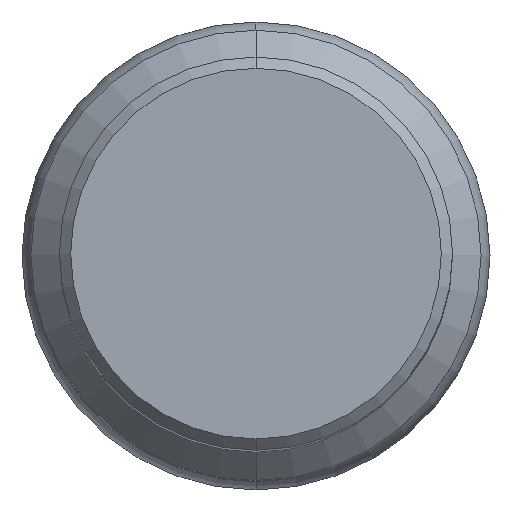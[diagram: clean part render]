
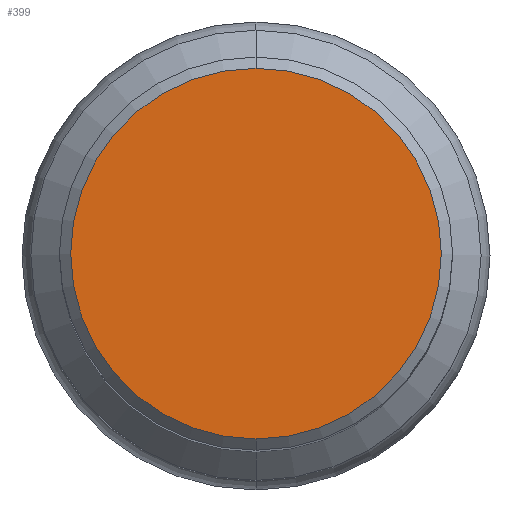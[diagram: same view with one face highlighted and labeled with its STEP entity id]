
A CAD part, top view. The second image highlights one B-rep face of the part: STEP entity #399.
In plain terms, the highlighted planar face has unit normal (0, 0, 1).
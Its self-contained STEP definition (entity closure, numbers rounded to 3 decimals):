
#197=EDGE_CURVE('',#351,#455,#518,.T.);
#351=VERTEX_POINT('',#689);
#399=ADVANCED_FACE('',(#740),#741,.T.);
#429=EDGE_CURVE('',#455,#351,#775,.T.);
#455=VERTEX_POINT('',#803);
#518=CIRCLE('',#883,19.8);
#689=CARTESIAN_POINT('',(0.,-19.8,0.0));
#740=FACE_OUTER_BOUND('',#1396,.T.);
#741=PLANE('',#1397);
#775=CIRCLE('',#1467,19.8);
#803=CARTESIAN_POINT('',(0.0,19.8,0.0));
#883=AXIS2_PLACEMENT_3D('',#1636,#1637,#1638);
#1396=EDGE_LOOP('',(#1902,#1903));
#1397=AXIS2_PLACEMENT_3D('',#1904,#1905,#1906);
#1467=AXIS2_PLACEMENT_3D('',#1949,#1950,#1951);
#1636=CARTESIAN_POINT('',(0.0,0.0,0.0));
#1637=DIRECTION('',(0.0,0.0,-1.0));
#1638=DIRECTION('',(0.0,1.0,0.0));
#1902=ORIENTED_EDGE('',*,*,#429,.F.);
#1903=ORIENTED_EDGE('',*,*,#197,.F.);
#1904=CARTESIAN_POINT('',(0.0,9.9,0.0));
#1905=DIRECTION('',(-0.0,0.0,1.0));
#1906=DIRECTION('',(0.0,-1.0,0.0));
#1949=CARTESIAN_POINT('',(0.0,0.0,0.0));
#1950=DIRECTION('',(0.0,0.0,-1.0));
#1951=DIRECTION('',(0.0,1.0,0.0));
